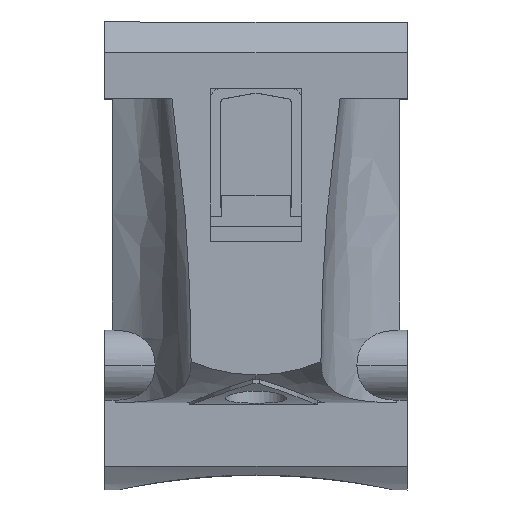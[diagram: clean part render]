
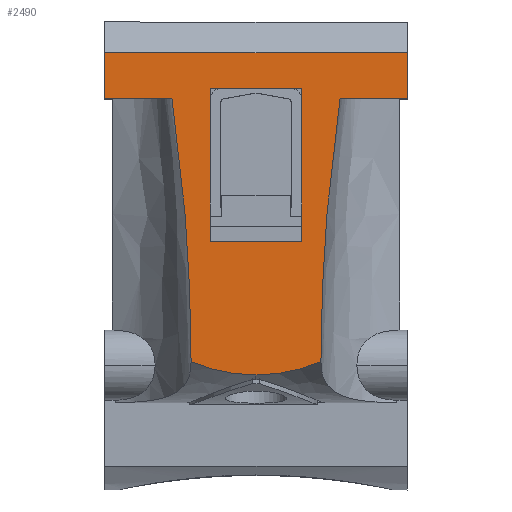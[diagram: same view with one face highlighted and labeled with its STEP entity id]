
A CAD part, top view. The second image highlights one B-rep face of the part: STEP entity #2490.
In plain terms, the highlighted planar face has unit normal (0, 0, 1).
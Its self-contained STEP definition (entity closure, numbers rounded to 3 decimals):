
#2399=AXIS2_PLACEMENT_3D('Plane Axis2P3D',#2396,#2397,#2398) ;
#466=CARTESIAN_POINT('Vertex',(38.3,-8.5,40.)) ;
#470=CARTESIAN_POINT('Control Point',(3.8,-11.,40.)) ;
#471=CARTESIAN_POINT('Control Point',(15.22,-9.336,40.)) ;
#472=CARTESIAN_POINT('Control Point',(26.76,-8.5,40.)) ;
#473=CARTESIAN_POINT('Control Point',(38.3,-8.5,40.)) ;
#474=CARTESIAN_POINT('Vertex',(3.8,-11.,40.)) ;
#607=CARTESIAN_POINT('Line Origine',(-2.2,0.,40.)) ;
#611=CARTESIAN_POINT('Vertex',(-2.2,-19.8,40.)) ;
#613=CARTESIAN_POINT('Vertex',(-2.2,19.8,40.)) ;
#944=CARTESIAN_POINT('Vertex',(40.,0.,40.)) ;
#948=CARTESIAN_POINT('Control Point',(40.,0.,40.)) ;
#949=CARTESIAN_POINT('Control Point',(40.,-2.181,40.)) ;
#950=CARTESIAN_POINT('Control Point',(39.713,-4.363,40.)) ;
#951=CARTESIAN_POINT('Control Point',(39.139,-6.487,40.)) ;
#952=CARTESIAN_POINT('Control Point',(38.3,-8.5,40.)) ;
#2396=CARTESIAN_POINT('Axis2P3D Location',(0.,0.,40.)) ;
#2401=CARTESIAN_POINT('Line Origine',(3.8,15.4,40.)) ;
#2405=CARTESIAN_POINT('Vertex',(3.8,11.,40.)) ;
#2407=CARTESIAN_POINT('Vertex',(3.8,19.8,40.)) ;
#2410=CARTESIAN_POINT('Line Origine',(0.8,19.8,40.)) ;
#2415=CARTESIAN_POINT('Line Origine',(0.8,-19.8,40.)) ;
#2419=CARTESIAN_POINT('Vertex',(3.8,-19.8,40.)) ;
#2422=CARTESIAN_POINT('Line Origine',(3.8,-15.4,40.)) ;
#2428=CARTESIAN_POINT('Control Point',(40.,0.,40.)) ;
#2429=CARTESIAN_POINT('Control Point',(40.,1.745,40.)) ;
#2430=CARTESIAN_POINT('Control Point',(39.828,3.49,40.)) ;
#2431=CARTESIAN_POINT('Control Point',(39.483,5.212,40.)) ;
#2432=CARTESIAN_POINT('Control Point',(38.971,6.889,40.)) ;
#2433=CARTESIAN_POINT('Control Point',(38.3,8.5,40.)) ;
#2434=CARTESIAN_POINT('Vertex',(38.3,8.5,40.)) ;
#2438=CARTESIAN_POINT('Control Point',(3.8,11.,40.)) ;
#2439=CARTESIAN_POINT('Control Point',(10.652,10.002,40.)) ;
#2440=CARTESIAN_POINT('Control Point',(17.54,9.251,40.)) ;
#2441=CARTESIAN_POINT('Control Point',(24.452,8.75,40.)) ;
#2442=CARTESIAN_POINT('Control Point',(31.376,8.5,40.)) ;
#2443=CARTESIAN_POINT('Control Point',(38.3,8.5,40.)) ;
#2456=CARTESIAN_POINT('Line Origine',(22.5,0.,40.)) ;
#2460=CARTESIAN_POINT('Vertex',(22.5,-6.,40.)) ;
#2462=CARTESIAN_POINT('Vertex',(22.5,6.,40.)) ;
#2465=CARTESIAN_POINT('Line Origine',(12.5,-6.,40.)) ;
#2469=CARTESIAN_POINT('Vertex',(2.5,-6.,40.)) ;
#2472=CARTESIAN_POINT('Line Origine',(2.5,0.,40.)) ;
#2476=CARTESIAN_POINT('Vertex',(2.5,6.,40.)) ;
#2479=CARTESIAN_POINT('Line Origine',(12.5,6.,40.)) ;
#608=DIRECTION('Vector Direction',(0.,-1.,0.)) ;
#2397=DIRECTION('Axis2P3D Direction',(0.,0.,-1.)) ;
#2398=DIRECTION('Axis2P3D XDirection',(1.,0.,0.)) ;
#2402=DIRECTION('Vector Direction',(0.,-1.,0.)) ;
#2411=DIRECTION('Vector Direction',(-1.,0.,0.)) ;
#2416=DIRECTION('Vector Direction',(-1.,0.,0.)) ;
#2423=DIRECTION('Vector Direction',(0.,-1.,0.)) ;
#2457=DIRECTION('Vector Direction',(0.,1.,0.)) ;
#2466=DIRECTION('Vector Direction',(1.,0.,0.)) ;
#2473=DIRECTION('Vector Direction',(0.,-1.,0.)) ;
#2480=DIRECTION('Vector Direction',(1.,0.,0.)) ;
#609=VECTOR('Line Direction',#608,1.) ;
#2403=VECTOR('Line Direction',#2402,1.) ;
#2412=VECTOR('Line Direction',#2411,1.) ;
#2417=VECTOR('Line Direction',#2416,1.) ;
#2424=VECTOR('Line Direction',#2423,1.) ;
#2458=VECTOR('Line Direction',#2457,1.) ;
#2467=VECTOR('Line Direction',#2466,1.) ;
#2474=VECTOR('Line Direction',#2473,1.) ;
#2481=VECTOR('Line Direction',#2480,1.) ;
#2446=ORIENTED_EDGE('',*,*,#2409,.T.) ;
#2447=ORIENTED_EDGE('',*,*,#2414,.T.) ;
#2448=ORIENTED_EDGE('',*,*,#615,.F.) ;
#2449=ORIENTED_EDGE('',*,*,#2421,.F.) ;
#2450=ORIENTED_EDGE('',*,*,#2426,.F.) ;
#2451=ORIENTED_EDGE('',*,*,#476,.F.) ;
#2452=ORIENTED_EDGE('',*,*,#953,.T.) ;
#2453=ORIENTED_EDGE('',*,*,#2436,.F.) ;
#2454=ORIENTED_EDGE('',*,*,#2444,.T.) ;
#2485=ORIENTED_EDGE('',*,*,#2464,.F.) ;
#2486=ORIENTED_EDGE('',*,*,#2471,.T.) ;
#2487=ORIENTED_EDGE('',*,*,#2478,.F.) ;
#2488=ORIENTED_EDGE('',*,*,#2483,.F.) ;
#2489=FACE_BOUND('',#2484,.T.) ;
#2490=ADVANCED_FACE('Hauptk\X2\00F6\X0\rper',(#2455,#2489),#2400,.F.) ;
#469=B_SPLINE_CURVE_WITH_KNOTS('',3,(#470,#471,#472,#473),.UNSPECIFIED.,.F.,.U.,(4,4),(0.,52.305),.UNSPECIFIED.) ;
#947=B_SPLINE_CURVE_WITH_KNOTS('',4,(#948,#949,#950,#951,#952),.UNSPECIFIED.,.F.,.U.,(5,5),(0.,14.939),.UNSPECIFIED.) ;
#2427=B_SPLINE_CURVE_WITH_KNOTS('',5,(#2428,#2429,#2430,#2431,#2432,#2433),.UNSPECIFIED.,.F.,.U.,(6,6),(0.,14.939),.UNSPECIFIED.) ;
#2437=B_SPLINE_CURVE_WITH_KNOTS('',5,(#2438,#2439,#2440,#2441,#2442,#2443),.UNSPECIFIED.,.F.,.U.,(6,6),(0.,52.305),.UNSPECIFIED.) ;
#476=EDGE_CURVE('',#467,#475,#469,.F.) ;
#615=EDGE_CURVE('',#612,#614,#610,.F.) ;
#953=EDGE_CURVE('',#467,#945,#947,.F.) ;
#2409=EDGE_CURVE('',#2406,#2408,#2404,.F.) ;
#2414=EDGE_CURVE('',#2408,#614,#2413,.T.) ;
#2421=EDGE_CURVE('',#2420,#612,#2418,.T.) ;
#2426=EDGE_CURVE('',#475,#2420,#2425,.T.) ;
#2436=EDGE_CURVE('',#2435,#945,#2427,.F.) ;
#2444=EDGE_CURVE('',#2435,#2406,#2437,.F.) ;
#2464=EDGE_CURVE('',#2461,#2463,#2459,.T.) ;
#2471=EDGE_CURVE('',#2461,#2470,#2468,.F.) ;
#2478=EDGE_CURVE('',#2477,#2470,#2475,.T.) ;
#2483=EDGE_CURVE('',#2463,#2477,#2482,.F.) ;
#2445=EDGE_LOOP('',(#2446,#2447,#2448,#2449,#2450,#2451,#2452,#2453,#2454)) ;
#2484=EDGE_LOOP('',(#2485,#2486,#2487,#2488)) ;
#2455=FACE_OUTER_BOUND('',#2445,.T.) ;
#610=LINE('Line',#607,#609) ;
#2404=LINE('Line',#2401,#2403) ;
#2413=LINE('Line',#2410,#2412) ;
#2418=LINE('Line',#2415,#2417) ;
#2425=LINE('Line',#2422,#2424) ;
#2459=LINE('Line',#2456,#2458) ;
#2468=LINE('Line',#2465,#2467) ;
#2475=LINE('Line',#2472,#2474) ;
#2482=LINE('Line',#2479,#2481) ;
#2400=PLANE('',#2399) ;
#467=VERTEX_POINT('',#466) ;
#475=VERTEX_POINT('',#474) ;
#612=VERTEX_POINT('',#611) ;
#614=VERTEX_POINT('',#613) ;
#945=VERTEX_POINT('',#944) ;
#2406=VERTEX_POINT('',#2405) ;
#2408=VERTEX_POINT('',#2407) ;
#2420=VERTEX_POINT('',#2419) ;
#2435=VERTEX_POINT('',#2434) ;
#2461=VERTEX_POINT('',#2460) ;
#2463=VERTEX_POINT('',#2462) ;
#2470=VERTEX_POINT('',#2469) ;
#2477=VERTEX_POINT('',#2476) ;
